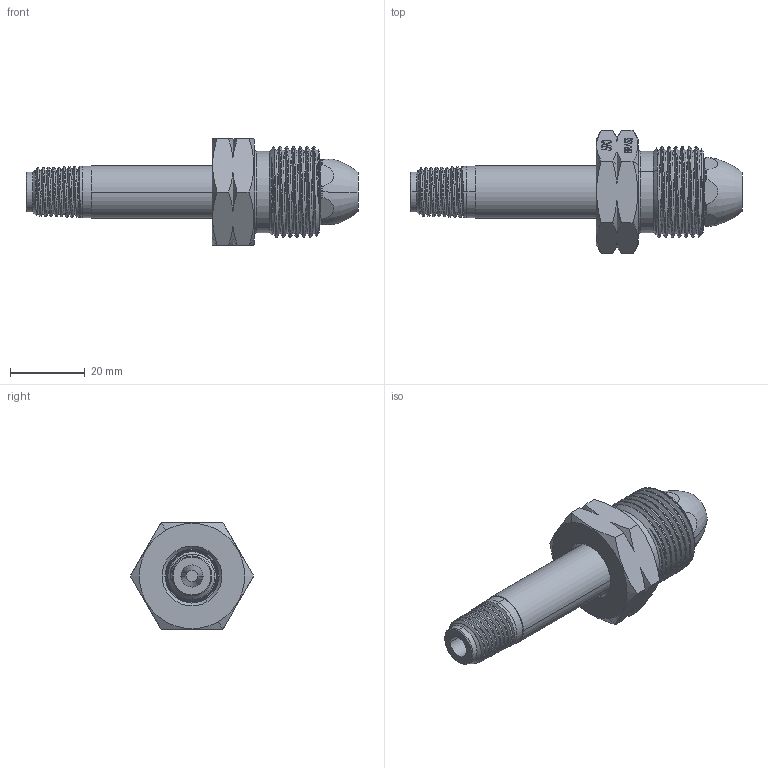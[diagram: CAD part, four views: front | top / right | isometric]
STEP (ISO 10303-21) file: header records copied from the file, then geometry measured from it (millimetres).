
FILE_DESCRIPTION (( 'STEP AP203' ), '1' );
FILE_NAME ('INL-590CH-4M-56R.STEP', '2025-02-21T16:09:33', ( '' ), ( '' ), 'SwSTEP 2.0', 'SolidWorks 2018', '' );
FILE_SCHEMA (( 'CONFIG_CONTROL_DESIGN' ));
Length unit declared in the file: inch
Products named in the file (1): INL-590CH-4M-56R
Bounding box: 88.9 x 33 x 28.57 mm (x, y, z)
Volume: 22036.3 mm3; surface area: 11990 mm2
Topology: 3 solids, 3 shells, 271 faces, 694 edges, 449 vertices
Faces by surface type: plane 81, bspline 76, cone 64, cylinder 40, torus 8, sphere 2
Entity records: 20974 total; most frequent: CARTESIAN_POINT 14981, ORIENTED_EDGE 1388, DIRECTION 929, EDGE_CURVE 694, VERTEX_POINT 449, VECTOR 311, LINE 311, AXIS2_PLACEMENT_3D 309
